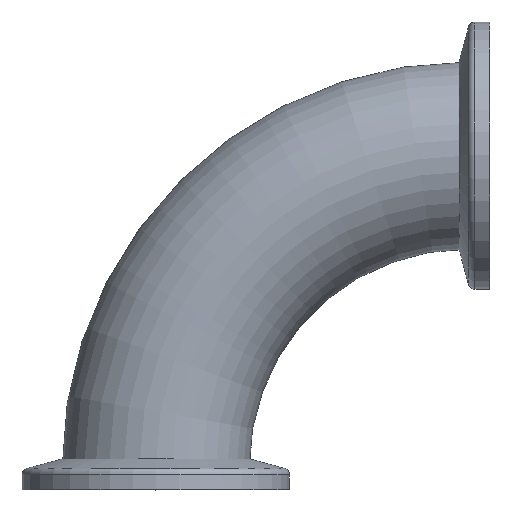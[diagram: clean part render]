
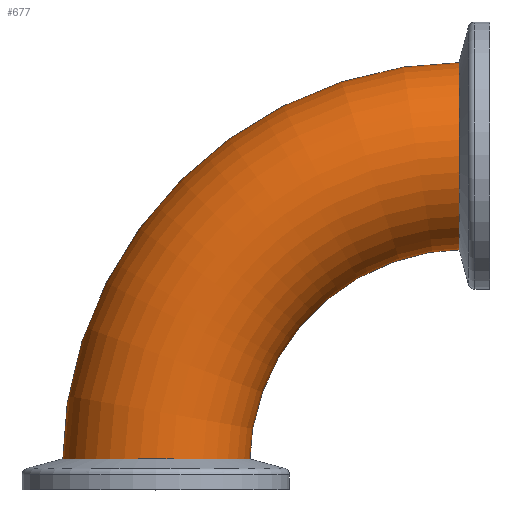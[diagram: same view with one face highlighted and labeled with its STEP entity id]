
A CAD part, top view. The second image highlights one B-rep face of the part: STEP entity #677.
In plain terms, the highlighted toroidal (fillet/blend) face has major radius 46.5 mm and minor radius 14 mm.
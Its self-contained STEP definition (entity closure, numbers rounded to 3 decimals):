
#48 = VERTEX_POINT ( 'NONE', #126 ) ;
#58 = DIRECTION ( 'NONE',  ( 0., 0., 1. ) ) ;
#126 = CARTESIAN_POINT ( 'NONE',  ( 46.5, 36., 0. ) ) ;
#154 = DIRECTION ( 'NONE',  ( 1., 0., 0. ) ) ;
#208 = CIRCLE ( 'NONE', #538, 14. ) ;
#218 = CARTESIAN_POINT ( 'NONE',  ( 46.5, 3.5, 0. ) ) ;
#227 = DIRECTION ( 'NONE',  ( 0., 0., 1. ) ) ;
#232 = DIRECTION ( 'NONE',  ( 1., 0., 0. ) ) ;
#342 = ORIENTED_EDGE ( 'NONE', *, *, #1162, .F. ) ;
#349 = CARTESIAN_POINT ( 'NONE',  ( 46.5, 64., 0. ) ) ;
#484 = CIRCLE ( 'NONE', #1039, 32.5 ) ;
#487 = ORIENTED_EDGE ( 'NONE', *, *, #900, .T. ) ;
#502 = VERTEX_POINT ( 'NONE', #1042 ) ;
#538 = AXIS2_PLACEMENT_3D ( 'NONE', #947, #670, #802 ) ;
#670 = DIRECTION ( 'NONE',  ( -1., 0., 0. ) ) ;
#672 = ORIENTED_EDGE ( 'NONE', *, *, #1699, .T. ) ;
#677 = ADVANCED_FACE ( 'NONE', ( #1248 ), #1566, .T. ) ;
#693 = AXIS2_PLACEMENT_3D ( 'NONE', #981, #1282, #1227 ) ;
#797 = CARTESIAN_POINT ( 'NONE',  ( 46.5, 3.5, 0. ) ) ;
#802 = DIRECTION ( 'NONE',  ( 0., 1., 0. ) ) ;
#846 = CIRCLE ( 'NONE', #693, 14. ) ;
#900 = EDGE_CURVE ( 'NONE', #1048, #502, #846, .T. ) ;
#947 = CARTESIAN_POINT ( 'NONE',  ( 46.5, 50., 0. ) ) ;
#981 = CARTESIAN_POINT ( 'NONE',  ( 0., 3.5, 0. ) ) ;
#1020 = CARTESIAN_POINT ( 'NONE',  ( 46.5, 3.5, 0. ) ) ;
#1039 = AXIS2_PLACEMENT_3D ( 'NONE', #218, #227, #232 ) ;
#1042 = CARTESIAN_POINT ( 'NONE',  ( 14., 3.5, 0. ) ) ;
#1048 = VERTEX_POINT ( 'NONE', #1572 ) ;
#1053 = CIRCLE ( 'NONE', #1114, 60.5 ) ;
#1114 = AXIS2_PLACEMENT_3D ( 'NONE', #797, #1651, #1292 ) ;
#1162 = EDGE_CURVE ( 'NONE', #48, #502, #484, .T. ) ;
#1188 = VERTEX_POINT ( 'NONE', #349 ) ;
#1227 = DIRECTION ( 'NONE',  ( 0., 0., -1. ) ) ;
#1248 = FACE_OUTER_BOUND ( 'NONE', #1618, .T. ) ;
#1282 = DIRECTION ( 'NONE',  ( 0., 1., 0. ) ) ;
#1292 = DIRECTION ( 'NONE',  ( 1., 0., 0. ) ) ;
#1471 = ORIENTED_EDGE ( 'NONE', *, *, #1524, .T. ) ;
#1524 = EDGE_CURVE ( 'NONE', #1188, #1048, #1053, .T. ) ;
#1566 = TOROIDAL_SURFACE ( 'NONE', #1644, 46.5, 14. ) ;
#1572 = CARTESIAN_POINT ( 'NONE',  ( -14., 3.5, 0. ) ) ;
#1618 = EDGE_LOOP ( 'NONE', ( #672, #1471, #487, #342 ) ) ;
#1644 = AXIS2_PLACEMENT_3D ( 'NONE', #1020, #58, #154 ) ;
#1651 = DIRECTION ( 'NONE',  ( 0., 0., 1. ) ) ;
#1699 = EDGE_CURVE ( 'NONE', #48, #1188, #208, .T. ) ;
